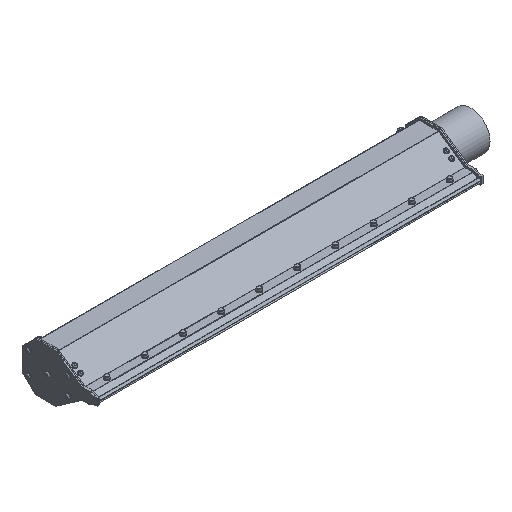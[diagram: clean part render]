
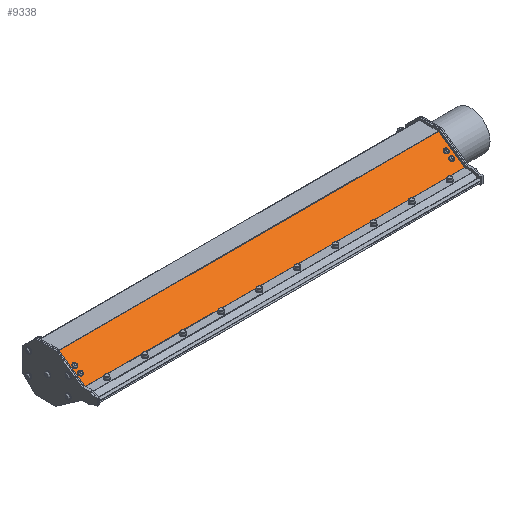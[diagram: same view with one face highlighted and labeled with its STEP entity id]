
A CAD part, isometric view. The second image highlights one B-rep face of the part: STEP entity #9338.
In plain terms, the highlighted planar face has unit normal (0, -0.574, 0.819).
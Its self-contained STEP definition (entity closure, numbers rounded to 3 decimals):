
#646=FACE_BOUND('',#3339,.T.);
#647=FACE_BOUND('',#3340,.T.);
#648=FACE_BOUND('',#3341,.T.);
#649=FACE_BOUND('',#3342,.T.);
#1027=LINE('',#41565,#1389);
#1153=LINE('',#44849,#1515);
#1154=LINE('',#44851,#1516);
#1155=LINE('',#44852,#1517);
#1389=VECTOR('',#10900,0.394);
#1515=VECTOR('',#12514,0.394);
#1516=VECTOR('',#12515,0.394);
#1517=VECTOR('',#12516,0.394);
#1887=PLANE('',#10369);
#2481=FACE_OUTER_BOUND('',#3338,.T.);
#3338=EDGE_LOOP('',(#7935,#7936,#7937,#7938));
#3339=EDGE_LOOP('',(#7939));
#3340=EDGE_LOOP('',(#7940));
#3341=EDGE_LOOP('',(#7941));
#3342=EDGE_LOOP('',(#7942));
#4103=CIRCLE('',#10370,0.177);
#4104=CIRCLE('',#10371,0.177);
#4105=CIRCLE('',#10372,0.177);
#4106=CIRCLE('',#10373,0.177);
#4362=VERTEX_POINT('',#41562);
#4363=VERTEX_POINT('',#41564);
#4851=VERTEX_POINT('',#44848);
#4852=VERTEX_POINT('',#44850);
#4853=VERTEX_POINT('',#44853);
#4854=VERTEX_POINT('',#44855);
#4855=VERTEX_POINT('',#44857);
#4856=VERTEX_POINT('',#44859);
#5256=EDGE_CURVE('',#4363,#4362,#1027,.T.);
#5959=EDGE_CURVE('',#4363,#4851,#1153,.T.);
#5960=EDGE_CURVE('',#4852,#4362,#1154,.T.);
#5961=EDGE_CURVE('',#4851,#4852,#1155,.T.);
#5962=EDGE_CURVE('',#4853,#4853,#4103,.T.);
#5963=EDGE_CURVE('',#4854,#4854,#4104,.T.);
#5964=EDGE_CURVE('',#4855,#4855,#4105,.T.);
#5965=EDGE_CURVE('',#4856,#4856,#4106,.T.);
#7935=ORIENTED_EDGE('',*,*,#5959,.F.);
#7936=ORIENTED_EDGE('',*,*,#5256,.T.);
#7937=ORIENTED_EDGE('',*,*,#5960,.F.);
#7938=ORIENTED_EDGE('',*,*,#5961,.F.);
#7939=ORIENTED_EDGE('',*,*,#5962,.F.);
#7940=ORIENTED_EDGE('',*,*,#5963,.F.);
#7941=ORIENTED_EDGE('',*,*,#5964,.F.);
#7942=ORIENTED_EDGE('',*,*,#5965,.F.);
#9338=ADVANCED_FACE('',(#2481,#646,#647,#648,#649),#1887,.T.);
#10369=AXIS2_PLACEMENT_3D('',#44847,#12512,#12513);
#10370=AXIS2_PLACEMENT_3D('',#44854,#12517,#12518);
#10371=AXIS2_PLACEMENT_3D('',#44856,#12519,#12520);
#10372=AXIS2_PLACEMENT_3D('',#44858,#12521,#12522);
#10373=AXIS2_PLACEMENT_3D('',#44860,#12523,#12524);
#10900=DIRECTION('',(0.,0.819,0.574));
#12512=DIRECTION('center_axis',(0.,-0.574,
0.819));
#12513=DIRECTION('ref_axis',(0.,0.819,0.574));
#12514=DIRECTION('',(-1.,0.,0.));
#12515=DIRECTION('',(1.,0.,0.));
#12516=DIRECTION('',(0.,0.819,0.574));
#12517=DIRECTION('center_axis',(0.,-0.574,
0.819));
#12518=DIRECTION('ref_axis',(0.947,0.263,0.184));
#12519=DIRECTION('center_axis',(0.,-0.574,
0.819));
#12520=DIRECTION('ref_axis',(0.781,-0.512,-0.359));
#12521=DIRECTION('center_axis',(0.,-0.574,
0.819));
#12522=DIRECTION('ref_axis',(-0.999,0.031,0.021));
#12523=DIRECTION('center_axis',(0.,-0.574,
0.819));
#12524=DIRECTION('ref_axis',(0.877,-0.393,-0.275));
#41562=CARTESIAN_POINT('',(37.039,-0.55,1.724));
#41564=CARTESIAN_POINT('',(37.039,-2.597,0.291));
#41565=CARTESIAN_POINT('',(37.039,-2.605,0.285));
#44847=CARTESIAN_POINT('Origin',(37.039,-2.605,0.285));
#44848=CARTESIAN_POINT('',(7.039,-2.597,0.291));
#44849=CARTESIAN_POINT('',(37.039,-2.597,0.291));
#44850=CARTESIAN_POINT('',(7.039,-0.55,1.724));
#44851=CARTESIAN_POINT('',(37.039,-0.55,1.724));
#44852=CARTESIAN_POINT('',(7.039,-2.605,0.285));
#44853=CARTESIAN_POINT('',(36.496,-1.558,1.018));
#44854=CARTESIAN_POINT('Origin',(36.664,-1.512,1.051));
#44855=CARTESIAN_POINT('',(7.276,-1.421,1.114));
#44856=CARTESIAN_POINT('Origin',(7.414,-1.512,1.051));
#44857=CARTESIAN_POINT('',(7.591,-1.953,0.742));
#44858=CARTESIAN_POINT('Origin',(7.414,-1.948,0.745));
#44859=CARTESIAN_POINT('',(36.509,-1.878,0.794));
#44860=CARTESIAN_POINT('Origin',(36.664,-1.948,0.745));
